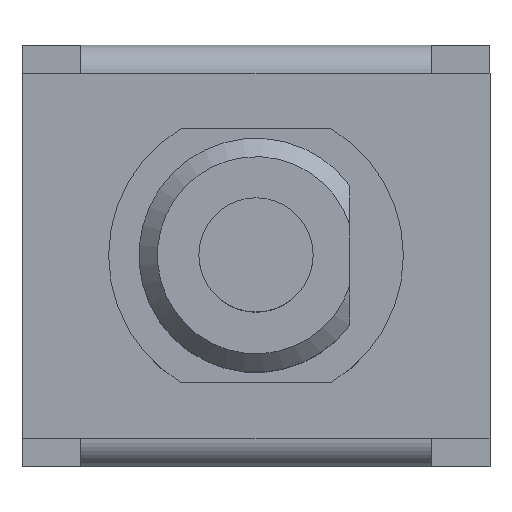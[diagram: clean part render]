
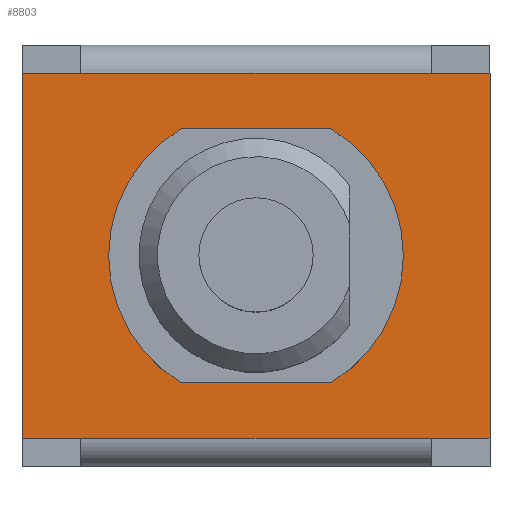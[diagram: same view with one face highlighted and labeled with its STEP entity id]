
A CAD part, top view. The second image highlights one B-rep face of the part: STEP entity #8803.
In plain terms, the highlighted planar face has unit normal (0, 0, 1).
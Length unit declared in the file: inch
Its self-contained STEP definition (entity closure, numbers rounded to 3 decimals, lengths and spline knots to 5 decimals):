
#369=CARTESIAN_POINT('',(0.07969,-0.13583,0.35079));
#370=VERTEX_POINT('',#369);
#377=CARTESIAN_POINT('',(0.07969,0.13583,0.35079));
#378=VERTEX_POINT('',#377);
#379=CARTESIAN_POINT('',(0.,0.,0.35079));
#380=DIRECTION('',(0.0,0.0,-1.0));
#381=DIRECTION('',(-0.506,0.862,0.0));
#382=AXIS2_PLACEMENT_3D('',#379,#380,#381);
#383=CIRCLE('',#382,0.15748);
#384=EDGE_CURVE('',#378,#370,#383,.T.);
#401=CARTESIAN_POINT('',(-0.07969,-0.13583,0.35079));
#402=VERTEX_POINT('',#401);
#409=CARTESIAN_POINT('',(0.07969,-0.13583,0.35079));
#410=DIRECTION('',(-1.0,0.0,0.0));
#411=VECTOR('',#410,0.15939);
#412=LINE('',#409,#411);
#413=EDGE_CURVE('',#370,#402,#412,.T.);
#425=CARTESIAN_POINT('',(-0.07969,0.13583,0.35079));
#426=VERTEX_POINT('',#425);
#433=CARTESIAN_POINT('',(0.,0.,0.35079));
#434=DIRECTION('',(0.0,0.0,-1.0));
#435=DIRECTION('',(0.506,-0.863,0.0));
#436=AXIS2_PLACEMENT_3D('',#433,#434,#435);
#437=CIRCLE('',#436,0.15748);
#438=EDGE_CURVE('',#402,#426,#437,.T.);
#451=CARTESIAN_POINT('',(-0.07969,0.13583,0.35079));
#452=DIRECTION('',(1.0,0.0,0.0));
#453=VECTOR('',#452,0.15939);
#454=LINE('',#451,#453);
#455=EDGE_CURVE('',#426,#378,#454,.T.);
#5379=CARTESIAN_POINT('',(-0.18701,0.19508,0.35079));
#5380=VERTEX_POINT('',#5379);
#5412=CARTESIAN_POINT('',(0.18701,-0.19508,0.35079));
#5413=VERTEX_POINT('',#5412);
#7774=CARTESIAN_POINT('',(-0.18701,-0.19508,0.35079));
#7775=VERTEX_POINT('',#7774);
#8575=CARTESIAN_POINT('',(-0.25,-0.19508,0.35079));
#8576=VERTEX_POINT('',#8575);
#8592=CARTESIAN_POINT('',(-0.18701,-0.19508,0.35079));
#8593=DIRECTION('',(-1.0,0.0,0.0));
#8594=VECTOR('',#8593,0.06299);
#8595=LINE('',#8592,#8594);
#8596=EDGE_CURVE('',#7775,#8576,#8595,.T.);
#8608=CARTESIAN_POINT('',(-0.25,0.19508,0.35079));
#8609=VERTEX_POINT('',#8608);
#8616=CARTESIAN_POINT('',(-0.18701,0.19508,0.35079));
#8617=DIRECTION('',(-1.0,0.0,0.0));
#8618=VECTOR('',#8617,0.06299);
#8619=LINE('',#8616,#8618);
#8620=EDGE_CURVE('',#5380,#8609,#8619,.T.);
#8637=CARTESIAN_POINT('',(0.25,0.19508,0.35079));
#8638=VERTEX_POINT('',#8637);
#8655=CARTESIAN_POINT('',(0.18701,0.19508,0.35079));
#8656=VERTEX_POINT('',#8655);
#8663=CARTESIAN_POINT('',(0.18701,0.19508,0.35079));
#8664=DIRECTION('',(1.0,0.0,0.0));
#8665=VECTOR('',#8664,0.06299);
#8666=LINE('',#8663,#8665);
#8667=EDGE_CURVE('',#8656,#8638,#8666,.T.);
#8679=CARTESIAN_POINT('',(0.25,-0.19508,0.35079));
#8680=VERTEX_POINT('',#8679);
#8687=CARTESIAN_POINT('',(0.18701,-0.19508,0.35079));
#8688=DIRECTION('',(1.0,0.0,0.0));
#8689=VECTOR('',#8688,0.06299);
#8690=LINE('',#8687,#8689);
#8691=EDGE_CURVE('',#5413,#8680,#8690,.T.);
#8742=CARTESIAN_POINT('',(-0.18701,0.19508,0.35079));
#8743=DIRECTION('',(1.0,0.0,0.0));
#8744=VECTOR('',#8743,0.37402);
#8745=LINE('',#8742,#8744);
#8746=EDGE_CURVE('',#5380,#8656,#8745,.T.);
#8767=CARTESIAN_POINT('',(-0.275,0.21459,0.35079));
#8768=DIRECTION('',(0.0,0.0,1.0));
#8769=DIRECTION('',(1.0,0.0,0.0));
#8770=AXIS2_PLACEMENT_3D('',#8767,#8768,#8769);
#8771=PLANE('',#8770);
#8772=CARTESIAN_POINT('',(-0.18701,-0.19508,0.35079));
#8773=DIRECTION('',(1.0,0.0,0.0));
#8774=VECTOR('',#8773,0.37402);
#8775=LINE('',#8772,#8774);
#8776=EDGE_CURVE('',#7775,#5413,#8775,.T.);
#8777=ORIENTED_EDGE('',*,*,#8776,.T.);
#8778=ORIENTED_EDGE('',*,*,#8691,.T.);
#8779=CARTESIAN_POINT('',(0.25,-0.19508,0.35079));
#8780=DIRECTION('',(0.0,1.0,0.0));
#8781=VECTOR('',#8780,0.39016);
#8782=LINE('',#8779,#8781);
#8783=EDGE_CURVE('',#8680,#8638,#8782,.T.);
#8784=ORIENTED_EDGE('',*,*,#8783,.T.);
#8785=ORIENTED_EDGE('',*,*,#8667,.F.);
#8786=ORIENTED_EDGE('',*,*,#8746,.F.);
#8787=ORIENTED_EDGE('',*,*,#8620,.T.);
#8788=CARTESIAN_POINT('',(-0.25,0.19508,0.35079));
#8789=DIRECTION('',(0.0,-1.0,0.0));
#8790=VECTOR('',#8789,0.39016);
#8791=LINE('',#8788,#8790);
#8792=EDGE_CURVE('',#8609,#8576,#8791,.T.);
#8793=ORIENTED_EDGE('',*,*,#8792,.T.);
#8794=ORIENTED_EDGE('',*,*,#8596,.F.);
#8795=EDGE_LOOP('',(#8777,#8778,#8784,#8785,#8786,#8787,#8793,#8794));
#8796=FACE_OUTER_BOUND('',#8795,.T.);
#8797=ORIENTED_EDGE('',*,*,#384,.T.);
#8798=ORIENTED_EDGE('',*,*,#413,.T.);
#8799=ORIENTED_EDGE('',*,*,#438,.T.);
#8800=ORIENTED_EDGE('',*,*,#455,.T.);
#8801=EDGE_LOOP('',(#8797,#8798,#8799,#8800));
#8802=FACE_BOUND('',#8801,.T.);
#8803=ADVANCED_FACE('',(#8796,#8802),#8771,.T.);
